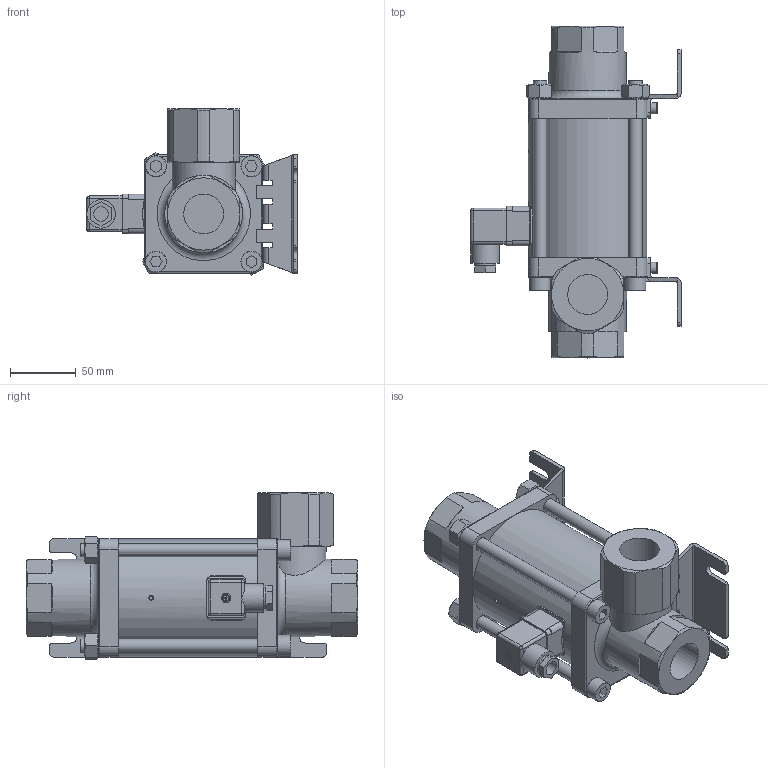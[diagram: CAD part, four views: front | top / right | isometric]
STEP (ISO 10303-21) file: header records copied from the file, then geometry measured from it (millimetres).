
FILE_DESCRIPTION(/* description */ (''),/* implementation_level */ '2;1');
FILE_NAME(/* name */ 'Typ 370 DN25 G1 mit Haltewinkeln.stp',/* time_stamp */ '2016-09-06T13:37:20+02:00',/* author */ ('keikmeier'),/* organization */ (''),/* preprocessor_version */ 'ST-DEVELOPER v15.2',/* originating_system */ 'Autodesk Inventor 2014',/* authorisation */ '');
FILE_SCHEMA (('AUTOMOTIVE_DESIGN { 1 0 10303 214 3 1 1 }'));
Length unit declared in the file: centimetre
Products named in the file (1): BG-9370XXXX
Bounding box: 159.78 x 252.1 x 126.64 mm (x, y, z)
Volume: 1408665.9 mm3; surface area: 160374 mm2
Topology: 1 solids, 1 shells, 587 faces, 1589 edges, 1016 vertices
Faces by surface type: plane 359, cylinder 157, cone 48, torus 14, bspline 5, sphere 4
Full cylindrical faces by diameter (mm): 2.5 x1, 3 x1, 3.15 x1, 3.9 x1, 4 x1, 4.25 x1, 5 x1, 5.5 x1, 7.1 x1, 7.8 x2, 8.5 x2, 10 x4, 10.25 x4, 10.5 x4, 11 x1, 16 x5, 21.6 x1, 30.29 x2, 30.291 x1, 59 x2, 90 x1
Entity records: 18454 total; most frequent: CARTESIAN_POINT 3977, ORIENTED_EDGE 2992, DIRECTION 2947, EDGE_CURVE 1494, AXIS2_PLACEMENT_3D 1029, VERTEX_POINT 991, LINE 889, VECTOR 889
